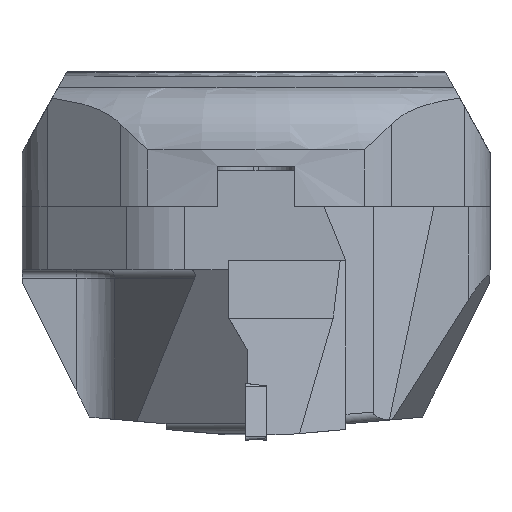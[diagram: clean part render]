
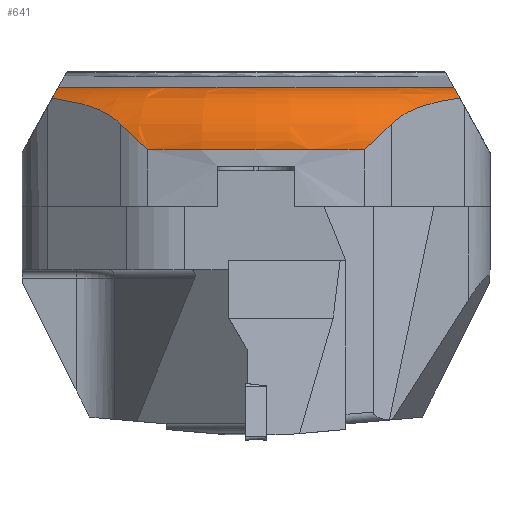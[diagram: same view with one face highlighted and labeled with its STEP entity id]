
A CAD part, left-side view. The second image highlights one B-rep face of the part: STEP entity #641.
In plain terms, the highlighted toroidal (fillet/blend) face has major radius 76 mm and minor radius 14 mm.
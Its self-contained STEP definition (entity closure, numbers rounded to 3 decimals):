
#463=TOROIDAL_SURFACE('',#2888,76.,14.);
#504=B_SPLINE_CURVE_WITH_KNOTS('',3,(#3888,#3889,#3890,#3891),
 .UNSPECIFIED.,.F.,.F.,(4,4),(0.,1.),.UNSPECIFIED.);
#505=B_SPLINE_CURVE_WITH_KNOTS('',3,(#3907,#3908,#3909,#3910),
 .UNSPECIFIED.,.F.,.F.,(4,4),(0.,1.),.UNSPECIFIED.);
#506=B_SPLINE_CURVE_WITH_KNOTS('',3,(#3912,#3913,#3914,#3915,#3916,#3917,
#3918,#3919),.UNSPECIFIED.,.F.,.F.,(4,2,2,4),(0.,0.5,0.75,
1.),.UNSPECIFIED.);
#507=B_SPLINE_CURVE_WITH_KNOTS('',3,(#3921,#3922,#3923,#3924),
 .UNSPECIFIED.,.F.,.F.,(4,4),(0.,1.),.UNSPECIFIED.);
#508=B_SPLINE_CURVE_WITH_KNOTS('',3,(#3925,#3926,#3927,#3928,#3929,#3930),
 .UNSPECIFIED.,.F.,.F.,(4,2,4),(0.,0.5,1.),.UNSPECIFIED.);
#509=B_SPLINE_CURVE_WITH_KNOTS('',3,(#3932,#3933,#3934,#3935),
 .UNSPECIFIED.,.F.,.F.,(4,4),(0.,1.),.UNSPECIFIED.);
#530=FACE_OUTER_BOUND('',#1294,.T.);
#641=ADVANCED_FACE('',(#530),#463,.T.);
#1294=EDGE_LOOP('',(#1484,#1485,#1486,#1487,#1488,#1489,#1490,#1491));
#1484=ORIENTED_EDGE('',*,*,#2338,.F.);
#1485=ORIENTED_EDGE('',*,*,#2339,.T.);
#1486=ORIENTED_EDGE('',*,*,#2340,.T.);
#1487=ORIENTED_EDGE('',*,*,#2341,.T.);
#1488=ORIENTED_EDGE('',*,*,#2333,.F.);
#1489=ORIENTED_EDGE('',*,*,#2331,.T.);
#1490=ORIENTED_EDGE('',*,*,#2342,.T.);
#1491=ORIENTED_EDGE('',*,*,#2343,.T.);
#2112=VERTEX_POINT('',#3887);
#2113=VERTEX_POINT('',#3892);
#2114=VERTEX_POINT('',#3896);
#2117=VERTEX_POINT('',#3905);
#2118=VERTEX_POINT('',#3906);
#2119=VERTEX_POINT('',#3911);
#2120=VERTEX_POINT('',#3920);
#2121=VERTEX_POINT('',#3931);
#2331=EDGE_CURVE('',#2113,#2112,#504,.T.);
#2333=EDGE_CURVE('',#2113,#2114,#2630,.T.);
#2338=EDGE_CURVE('',#2117,#2118,#2632,.T.);
#2339=EDGE_CURVE('',#2117,#2119,#505,.T.);
#2340=EDGE_CURVE('',#2119,#2120,#506,.T.);
#2341=EDGE_CURVE('',#2120,#2114,#507,.T.);
#2342=EDGE_CURVE('',#2112,#2121,#508,.T.);
#2343=EDGE_CURVE('',#2121,#2118,#509,.T.);
#2630=CIRCLE('',#2884,90.);
#2632=CIRCLE('',#2887,77.948);
#2884=AXIS2_PLACEMENT_3D('',#3895,#3178,#3179);
#2887=AXIS2_PLACEMENT_3D('',#3904,#3187,#3188);
#2888=AXIS2_PLACEMENT_3D('',#3936,#3189,#3190);
#3178=DIRECTION('',(0.,0.,-1.));
#3179=DIRECTION('',(-1.,0.,0.));
#3187=DIRECTION('',(0.,0.,1.));
#3188=DIRECTION('',(1.,0.,0.));
#3189=DIRECTION('',(0.,0.,1.));
#3190=DIRECTION('',(-1.,0.,0.));
#3887=CARTESIAN_POINT('',(-83.568,-30.05,-11.731));
#3888=CARTESIAN_POINT('',(-86.73,-24.039,-17.386));
#3889=CARTESIAN_POINT('',(-86.13,-26.204,-15.48));
#3890=CARTESIAN_POINT('',(-85.081,-28.247,-13.573));
#3891=CARTESIAN_POINT('',(-83.568,-30.05,-11.731));
#3892=CARTESIAN_POINT('',(-86.73,-24.039,-17.386));
#3895=CARTESIAN_POINT('',(0.,0.,-17.386));
#3896=CARTESIAN_POINT('',(-86.73,24.039,-17.386));
#3904=CARTESIAN_POINT('',(0.,0.,-3.522));
#3905=CARTESIAN_POINT('',(-64.372,43.957,-3.522));
#3906=CARTESIAN_POINT('',(-64.372,-43.957,-3.522));
#3907=CARTESIAN_POINT('',(-64.372,43.957,-3.522));
#3908=CARTESIAN_POINT('',(-66.718,44.115,-3.807));
#3909=CARTESIAN_POINT('',(-68.976,44.539,-4.57));
#3910=CARTESIAN_POINT('',(-70.782,45.288,-5.918));
#3911=CARTESIAN_POINT('',(-70.782,45.288,-5.918));
#3912=CARTESIAN_POINT('',(-70.782,45.288,-5.918));
#3913=CARTESIAN_POINT('',(-73.014,42.628,-6.231));
#3914=CARTESIAN_POINT('',(-75.248,39.965,-6.714));
#3915=CARTESIAN_POINT('',(-78.522,36.063,-7.987));
#3916=CARTESIAN_POINT('',(-79.604,34.774,-8.506));
#3917=CARTESIAN_POINT('',(-81.676,32.305,-9.838));
#3918=CARTESIAN_POINT('',(-82.677,31.112,-10.646));
#3919=CARTESIAN_POINT('',(-83.568,30.05,-11.731));
#3920=CARTESIAN_POINT('',(-83.568,30.05,-11.731));
#3921=CARTESIAN_POINT('',(-83.568,30.05,-11.731));
#3922=CARTESIAN_POINT('',(-85.081,28.247,-13.573));
#3923=CARTESIAN_POINT('',(-86.13,26.204,-15.48));
#3924=CARTESIAN_POINT('',(-86.73,24.039,-17.386));
#3925=CARTESIAN_POINT('',(-83.568,-30.05,-11.731));
#3926=CARTESIAN_POINT('',(-81.777,-32.184,-9.55));
#3927=CARTESIAN_POINT('',(-79.574,-34.81,-8.391));
#3928=CARTESIAN_POINT('',(-75.225,-39.994,-6.709));
#3929=CARTESIAN_POINT('',(-73.012,-42.63,-6.231));
#3930=CARTESIAN_POINT('',(-70.782,-45.288,-5.918));
#3931=CARTESIAN_POINT('',(-70.782,-45.288,-5.918));
#3932=CARTESIAN_POINT('',(-70.782,-45.288,-5.918));
#3933=CARTESIAN_POINT('',(-68.973,-44.538,-4.568));
#3934=CARTESIAN_POINT('',(-66.721,-44.115,-3.808));
#3935=CARTESIAN_POINT('',(-64.372,-43.957,-3.522));
#3936=CARTESIAN_POINT('',(0.,0.,-17.386));
